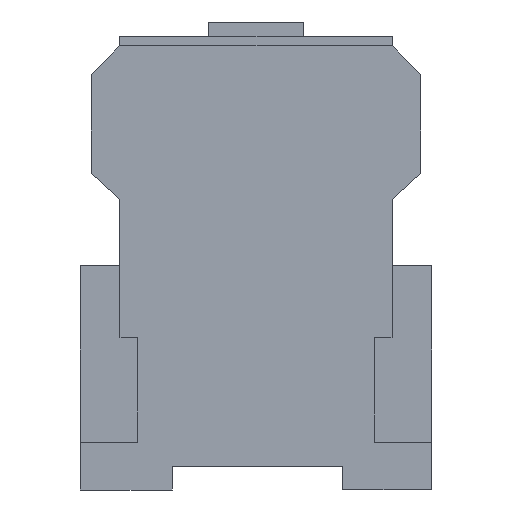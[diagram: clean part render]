
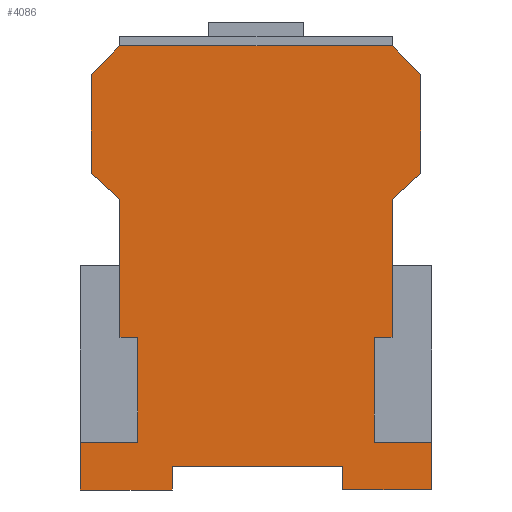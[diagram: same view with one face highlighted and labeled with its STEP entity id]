
A CAD part, left-side view. The second image highlights one B-rep face of the part: STEP entity #4086.
In plain terms, the highlighted planar face has unit normal (-1, 0, 0).
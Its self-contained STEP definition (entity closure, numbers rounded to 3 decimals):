
#194=PLANE('',#4387);
#396=FACE_OUTER_BOUND('',#632,.T.);
#632=EDGE_LOOP('',(#3413,#3414,#3415,#3416,#3417,#3418,#3419,#3420,#3421,
#3422,#3423,#3424,#3425,#3426,#3427,#3428,#3429,#3430,#3431,#3432,#3433,
#3434));
#811=LINE('',#5913,#1289);
#815=LINE('',#5921,#1293);
#818=LINE('',#5927,#1296);
#892=LINE('',#6078,#1370);
#907=LINE('',#6104,#1385);
#910=LINE('',#6110,#1388);
#913=LINE('',#6116,#1391);
#916=LINE('',#6123,#1394);
#920=LINE('',#6131,#1398);
#923=LINE('',#6137,#1401);
#1015=LINE('',#6322,#1493);
#1017=LINE('',#6327,#1495);
#1020=LINE('',#6331,#1498);
#1021=LINE('',#6334,#1499);
#1024=LINE('',#6341,#1502);
#1028=LINE('',#6348,#1506);
#1030=LINE('',#6352,#1508);
#1032=LINE('',#6356,#1510);
#1034=LINE('',#6360,#1512);
#1036=LINE('',#6364,#1514);
#1038=LINE('',#6367,#1516);
#1039=LINE('',#6369,#1517);
#1289=VECTOR('',#4809,304.8);
#1293=VECTOR('',#4815,304.8);
#1296=VECTOR('',#4820,304.8);
#1370=VECTOR('',#4936,304.8);
#1385=VECTOR('',#4953,304.8);
#1388=VECTOR('',#4958,304.8);
#1391=VECTOR('',#4963,304.8);
#1394=VECTOR('',#4968,304.8);
#1398=VECTOR('',#4974,304.8);
#1401=VECTOR('',#4979,304.8);
#1493=VECTOR('',#5147,304.8);
#1495=VECTOR('',#5151,304.8);
#1498=VECTOR('',#5156,304.8);
#1499=VECTOR('',#5159,304.8);
#1502=VECTOR('',#5164,304.8);
#1506=VECTOR('',#5170,304.8);
#1508=VECTOR('',#5174,304.8);
#1510=VECTOR('',#5178,304.8);
#1512=VECTOR('',#5182,304.8);
#1514=VECTOR('',#5186,304.8);
#1516=VECTOR('',#5190,304.8);
#1517=VECTOR('',#5193,304.8);
#1871=VERTEX_POINT('',#5911);
#1872=VERTEX_POINT('',#5912);
#1875=VERTEX_POINT('',#5920);
#1877=VERTEX_POINT('',#5926);
#1933=VERTEX_POINT('',#6077);
#1943=VERTEX_POINT('',#6103);
#1945=VERTEX_POINT('',#6109);
#1947=VERTEX_POINT('',#6115);
#1949=VERTEX_POINT('',#6121);
#1950=VERTEX_POINT('',#6122);
#1953=VERTEX_POINT('',#6130);
#1955=VERTEX_POINT('',#6136);
#2010=VERTEX_POINT('',#6321);
#2011=VERTEX_POINT('',#6325);
#2012=VERTEX_POINT('',#6326);
#2013=VERTEX_POINT('',#6333);
#2015=VERTEX_POINT('',#6339);
#2016=VERTEX_POINT('',#6340);
#2019=VERTEX_POINT('',#6351);
#2020=VERTEX_POINT('',#6355);
#2021=VERTEX_POINT('',#6359);
#2022=VERTEX_POINT('',#6363);
#2289=EDGE_CURVE('',#1871,#1872,#811,.T.);
#2293=EDGE_CURVE('',#1875,#1871,#815,.T.);
#2296=EDGE_CURVE('',#1877,#1875,#818,.T.);
#2370=EDGE_CURVE('',#1933,#1877,#892,.T.);
#2385=EDGE_CURVE('',#1943,#1933,#907,.T.);
#2388=EDGE_CURVE('',#1945,#1943,#910,.T.);
#2391=EDGE_CURVE('',#1947,#1945,#913,.T.);
#2394=EDGE_CURVE('',#1949,#1950,#916,.T.);
#2398=EDGE_CURVE('',#1953,#1949,#920,.T.);
#2401=EDGE_CURVE('',#1955,#1953,#923,.T.);
#2493=EDGE_CURVE('',#2010,#1947,#1015,.T.);
#2495=EDGE_CURVE('',#2011,#2012,#1017,.T.);
#2498=EDGE_CURVE('',#1950,#2011,#1020,.T.);
#2499=EDGE_CURVE('',#2013,#1955,#1021,.T.);
#2502=EDGE_CURVE('',#2015,#2016,#1024,.T.);
#2506=EDGE_CURVE('',#1872,#2015,#1028,.T.);
#2508=EDGE_CURVE('',#2019,#2010,#1030,.T.);
#2510=EDGE_CURVE('',#2020,#2019,#1032,.T.);
#2512=EDGE_CURVE('',#2021,#2020,#1034,.T.);
#2514=EDGE_CURVE('',#2022,#2021,#1036,.T.);
#2516=EDGE_CURVE('',#2012,#2022,#1038,.T.);
#2517=EDGE_CURVE('',#2016,#2013,#1039,.T.);
#3413=ORIENTED_EDGE('',*,*,#2502,.T.);
#3414=ORIENTED_EDGE('',*,*,#2517,.T.);
#3415=ORIENTED_EDGE('',*,*,#2499,.T.);
#3416=ORIENTED_EDGE('',*,*,#2401,.T.);
#3417=ORIENTED_EDGE('',*,*,#2398,.T.);
#3418=ORIENTED_EDGE('',*,*,#2394,.T.);
#3419=ORIENTED_EDGE('',*,*,#2498,.T.);
#3420=ORIENTED_EDGE('',*,*,#2495,.T.);
#3421=ORIENTED_EDGE('',*,*,#2516,.T.);
#3422=ORIENTED_EDGE('',*,*,#2514,.T.);
#3423=ORIENTED_EDGE('',*,*,#2512,.T.);
#3424=ORIENTED_EDGE('',*,*,#2510,.T.);
#3425=ORIENTED_EDGE('',*,*,#2508,.T.);
#3426=ORIENTED_EDGE('',*,*,#2493,.T.);
#3427=ORIENTED_EDGE('',*,*,#2391,.T.);
#3428=ORIENTED_EDGE('',*,*,#2388,.T.);
#3429=ORIENTED_EDGE('',*,*,#2385,.T.);
#3430=ORIENTED_EDGE('',*,*,#2370,.T.);
#3431=ORIENTED_EDGE('',*,*,#2296,.T.);
#3432=ORIENTED_EDGE('',*,*,#2293,.T.);
#3433=ORIENTED_EDGE('',*,*,#2289,.T.);
#3434=ORIENTED_EDGE('',*,*,#2506,.T.);
#4086=ADVANCED_FACE('',(#396),#194,.F.);
#4387=AXIS2_PLACEMENT_3D('',#6372,#5197,#5198);
#4809=DIRECTION('',(0.,0.707,0.707));
#4815=DIRECTION('',(0.,0.,1.));
#4820=DIRECTION('',(0.,-0.743,0.669));
#4936=DIRECTION('',(0.,0.,1.));
#4953=DIRECTION('',(0.,-1.,0.));
#4958=DIRECTION('',(0.,0.,1.));
#4963=DIRECTION('',(0.,1.,0.));
#4968=DIRECTION('',(0.,0.,-1.));
#4974=DIRECTION('',(0.,-1.,0.));
#4979=DIRECTION('',(0.,0.,-1.));
#5147=DIRECTION('',(0.,0.,1.));
#5151=DIRECTION('',(0.,0.,-1.));
#5156=DIRECTION('',(0.,1.,0.));
#5159=DIRECTION('',(0.,-0.743,-0.669));
#5164=DIRECTION('',(0.,0.707,-0.707));
#5170=DIRECTION('',(0.,1.,0.));
#5174=DIRECTION('',(0.,-1.,0.));
#5178=DIRECTION('',(0.,0.,-1.));
#5182=DIRECTION('',(0.,-1.,0.));
#5186=DIRECTION('',(0.,0.,1.));
#5190=DIRECTION('',(0.,-1.,0.));
#5193=DIRECTION('',(0.,0.,-1.));
#5197=DIRECTION('center_axis',(1.,0.,0.));
#5198=DIRECTION('ref_axis',(0.,0.,1.));
#5911=CARTESIAN_POINT('',(0.,-51.98,82.));
#5912=CARTESIAN_POINT('',(0.,-45.98,88.));
#5913=CARTESIAN_POINT('',(0.,-51.98,82.));
#5920=CARTESIAN_POINT('',(0.,-51.98,61.304));
#5921=CARTESIAN_POINT('',(0.,-51.98,61.304));
#5926=CARTESIAN_POINT('',(0.,-45.98,55.899));
#5927=CARTESIAN_POINT('',(0.,-45.98,55.899));
#6077=CARTESIAN_POINT('',(0.,-45.98,26.969));
#6078=CARTESIAN_POINT('',(0.,-45.98,26.969));
#6103=CARTESIAN_POINT('',(0.,-42.25,26.969));
#6104=CARTESIAN_POINT('',(0.,-42.25,26.969));
#6109=CARTESIAN_POINT('',(0.,-42.25,5.));
#6110=CARTESIAN_POINT('',(0.,-42.25,5.));
#6115=CARTESIAN_POINT('',(0.,-54.25,5.));
#6116=CARTESIAN_POINT('',(0.,-54.25,5.));
#6121=CARTESIAN_POINT('',(0.,7.25,26.952));
#6122=CARTESIAN_POINT('',(0.,7.25,5.));
#6123=CARTESIAN_POINT('',(0.,7.25,26.952));
#6130=CARTESIAN_POINT('',(0.,10.98,26.952));
#6131=CARTESIAN_POINT('',(0.,10.98,26.952));
#6136=CARTESIAN_POINT('',(0.,10.98,55.899));
#6137=CARTESIAN_POINT('',(0.,10.98,55.899));
#6321=CARTESIAN_POINT('',(0.,-54.25,-5.));
#6322=CARTESIAN_POINT('',(0.,-54.25,-5.));
#6325=CARTESIAN_POINT('',(0.,19.25,5.));
#6326=CARTESIAN_POINT('',(0.,19.25,-5.));
#6327=CARTESIAN_POINT('',(0.,19.25,5.));
#6331=CARTESIAN_POINT('',(0.,7.25,5.));
#6333=CARTESIAN_POINT('',(0.,16.98,61.304));
#6334=CARTESIAN_POINT('',(0.,16.98,61.304));
#6339=CARTESIAN_POINT('',(0.,10.98,88.));
#6340=CARTESIAN_POINT('',(0.,16.98,82.));
#6341=CARTESIAN_POINT('',(0.,10.98,88.));
#6348=CARTESIAN_POINT('',(0.,-45.98,88.));
#6351=CARTESIAN_POINT('',(0.,-35.63,-5.));
#6352=CARTESIAN_POINT('',(0.,-35.63,-5.));
#6355=CARTESIAN_POINT('',(0.,-35.63,0.));
#6356=CARTESIAN_POINT('',(0.,-35.63,0.));
#6359=CARTESIAN_POINT('',(0.,0.,0.));
#6360=CARTESIAN_POINT('',(0.,0.,0.));
#6363=CARTESIAN_POINT('',(0.,0.,-5.));
#6364=CARTESIAN_POINT('',(0.,0.,-5.));
#6367=CARTESIAN_POINT('',(0.,19.25,-5.));
#6369=CARTESIAN_POINT('',(0.,16.98,82.));
#6372=CARTESIAN_POINT('Origin',(0.,-17.5,
0.));
